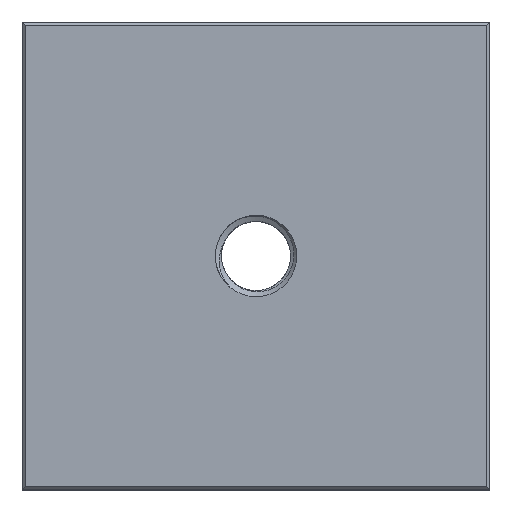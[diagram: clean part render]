
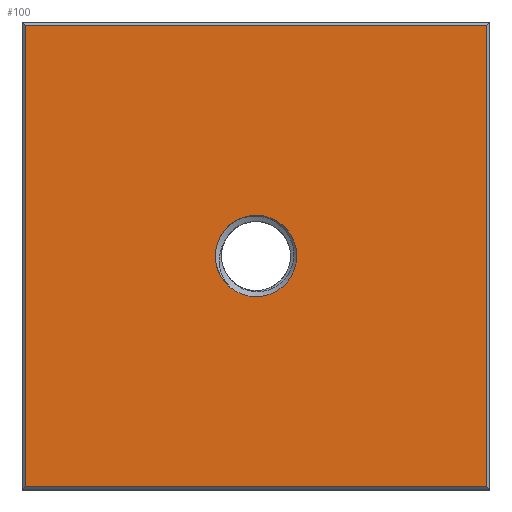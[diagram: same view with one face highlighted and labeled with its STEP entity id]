
A CAD part, top view. The second image highlights one B-rep face of the part: STEP entity #100.
In plain terms, the highlighted planar face has unit normal (0, 0, 1).
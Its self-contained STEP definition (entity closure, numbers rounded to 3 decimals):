
#50=PLANE('',#636);
#79=FACE_BOUND('',#166,.T.);
#80=FACE_BOUND('',#167,.T.);
#100=ADVANCED_FACE('',(#79,#80),#50,.T.);
#166=EDGE_LOOP('',(#243,#244,#245,#246));
#167=EDGE_LOOP('',(#247,#248));
#243=ORIENTED_EDGE('',*,*,#427,.T.);
#244=ORIENTED_EDGE('',*,*,#428,.T.);
#245=ORIENTED_EDGE('',*,*,#429,.T.);
#246=ORIENTED_EDGE('',*,*,#430,.T.);
#247=ORIENTED_EDGE('',*,*,#431,.T.);
#248=ORIENTED_EDGE('',*,*,#432,.T.);
#375=VERTEX_POINT('',#1740);
#376=VERTEX_POINT('',#1741);
#377=VERTEX_POINT('',#1743);
#378=VERTEX_POINT('',#1745);
#379=VERTEX_POINT('',#1748);
#380=VERTEX_POINT('',#1749);
#427=EDGE_CURVE('',#375,#376,#494,.T.);
#428=EDGE_CURVE('',#376,#377,#495,.T.);
#429=EDGE_CURVE('',#377,#378,#496,.T.);
#430=EDGE_CURVE('',#378,#375,#497,.T.);
#431=EDGE_CURVE('',#379,#380,#597,.T.);
#432=EDGE_CURVE('',#380,#379,#598,.T.);
#494=LINE('',#1739,#549);
#495=LINE('',#1742,#550);
#496=LINE('',#1744,#551);
#497=LINE('',#1746,#552);
#549=VECTOR('',#712,1.);
#550=VECTOR('',#713,1.);
#551=VECTOR('',#714,1.);
#552=VECTOR('',#715,1.);
#597=CIRCLE('',#634,4.);
#598=CIRCLE('',#635,4.);
#634=AXIS2_PLACEMENT_3D('',#1747,#716,#717);
#635=AXIS2_PLACEMENT_3D('',#1750,#718,#719);
#636=AXIS2_PLACEMENT_3D('',#1751,#720,#721);
#712=DIRECTION('',(0.,-1.,0.));
#713=DIRECTION('',(1.,0.,0.));
#714=DIRECTION('',(0.,1.,0.));
#715=DIRECTION('',(-1.,0.,0.));
#716=DIRECTION('',(0.,0.,-1.));
#717=DIRECTION('',(1.,0.,0.));
#718=DIRECTION('',(0.,0.,-1.));
#719=DIRECTION('',(1.,0.,0.));
#720=DIRECTION('',(0.,0.,1.));
#721=DIRECTION('',(1.,0.,0.));
#1739=CARTESIAN_POINT('',(-2.7,20.,6.));
#1740=CARTESIAN_POINT('',(-2.7,42.7,6.));
#1741=CARTESIAN_POINT('',(-2.7,-2.7,6.));
#1742=CARTESIAN_POINT('',(20.,-2.7,6.));
#1743=CARTESIAN_POINT('',(42.7,-2.7,6.));
#1744=CARTESIAN_POINT('',(42.7,20.,6.));
#1745=CARTESIAN_POINT('',(42.7,42.7,6.));
#1746=CARTESIAN_POINT('',(20.,42.7,6.));
#1747=CARTESIAN_POINT('',(20.,20.,6.));
#1748=CARTESIAN_POINT('',(17.442,16.925,6.));
#1749=CARTESIAN_POINT('',(17.442,23.075,6.));
#1750=CARTESIAN_POINT('',(20.,20.,6.));
#1751=CARTESIAN_POINT('',(20.,20.,6.));
